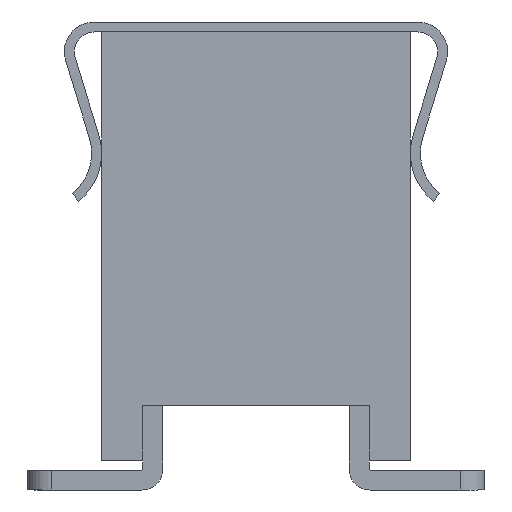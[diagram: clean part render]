
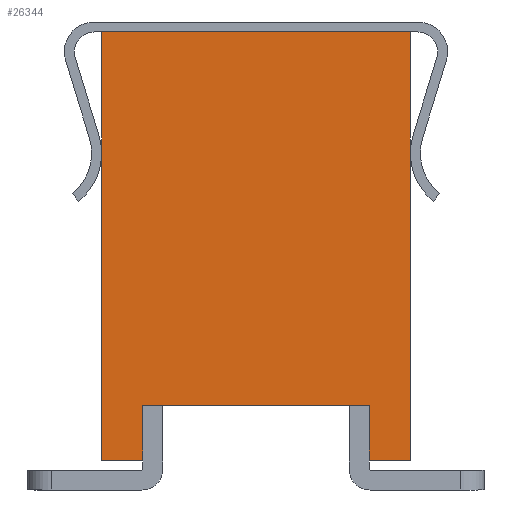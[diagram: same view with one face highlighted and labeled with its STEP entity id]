
A CAD part, left-side view. The second image highlights one B-rep face of the part: STEP entity #26344.
In plain terms, the highlighted face is planar.
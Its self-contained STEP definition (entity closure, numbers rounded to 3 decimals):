
#1080=PLANE('',#29034);
#3617=LINE('',#45010,#6193);
#3661=LINE('',#45059,#6237);
#3666=LINE('',#45070,#6242);
#3670=LINE('',#45079,#6246);
#3672=LINE('',#45083,#6248);
#3675=LINE('',#45087,#6251);
#3676=LINE('',#45089,#6252);
#3677=LINE('',#45090,#6253);
#6193=VECTOR('',#36484,1000.);
#6237=VECTOR('',#36530,1000.);
#6242=VECTOR('',#36537,1000.);
#6246=VECTOR('',#36543,1000.);
#6248=VECTOR('',#36547,1000.);
#6251=VECTOR('',#36552,1000.);
#6252=VECTOR('',#36555,1000.);
#6253=VECTOR('',#36556,1000.);
#13656=ORIENTED_EDGE('',*,*,#17867,.T.);
#13657=ORIENTED_EDGE('',*,*,#17853,.T.);
#13658=ORIENTED_EDGE('',*,*,#17868,.T.);
#13659=ORIENTED_EDGE('',*,*,#17809,.T.);
#13660=ORIENTED_EDGE('',*,*,#17864,.T.);
#13661=ORIENTED_EDGE('',*,*,#17858,.F.);
#13662=ORIENTED_EDGE('',*,*,#17869,.F.);
#13663=ORIENTED_EDGE('',*,*,#17862,.T.);
#17809=EDGE_CURVE('',#20346,#20344,#3617,.T.);
#17853=EDGE_CURVE('',#20350,#20349,#3661,.T.);
#17858=EDGE_CURVE('',#20354,#20355,#3666,.T.);
#17862=EDGE_CURVE('',#20359,#20358,#3670,.T.);
#17864=EDGE_CURVE('',#20344,#20355,#3672,.T.);
#17867=EDGE_CURVE('',#20358,#20350,#3675,.T.);
#17868=EDGE_CURVE('',#20349,#20346,#3676,.T.);
#17869=EDGE_CURVE('',#20359,#20354,#3677,.T.);
#20344=VERTEX_POINT('',#45008);
#20346=VERTEX_POINT('',#45011);
#20349=VERTEX_POINT('',#45058);
#20350=VERTEX_POINT('',#45060);
#20354=VERTEX_POINT('',#45069);
#20355=VERTEX_POINT('',#45071);
#20358=VERTEX_POINT('',#45078);
#20359=VERTEX_POINT('',#45080);
#22820=EDGE_LOOP('',(#13656,#13657,#13658,#13659,#13660,#13661,#13662,#13663));
#24288=FACE_BOUND('',#22820,.T.);
#26344=ADVANCED_FACE('',(#24288),#1080,.T.);
#29034=AXIS2_PLACEMENT_3D('',#45088,#36553,#36554);
#36484=DIRECTION('',(0.,0.,-1.));
#36530=DIRECTION('',(0.,0.,1.));
#36537=DIRECTION('',(0.,0.,-1.));
#36543=DIRECTION('',(0.,0.,-1.));
#36547=DIRECTION('',(0.,1.,0.));
#36552=DIRECTION('',(0.,1.,0.));
#36553=DIRECTION('',(1.,0.,0.));
#36554=DIRECTION('',(0.,0.,-1.));
#36555=DIRECTION('',(0.,1.,0.));
#36556=DIRECTION('',(0.,1.,0.));
#45008=CARTESIAN_POINT('',(6.55,1.135,-2.15));
#45010=CARTESIAN_POINT('',(6.55,1.135,-1.6));
#45011=CARTESIAN_POINT('',(6.55,1.135,-1.6));
#45058=CARTESIAN_POINT('',(6.55,-1.135,-1.6));
#45059=CARTESIAN_POINT('',(6.55,-1.135,-2.15));
#45060=CARTESIAN_POINT('',(6.55,-1.135,-2.15));
#45069=CARTESIAN_POINT('',(6.55,1.55,2.15));
#45070=CARTESIAN_POINT('',(6.55,1.55,2.15));
#45071=CARTESIAN_POINT('',(6.55,1.55,-2.15));
#45078=CARTESIAN_POINT('',(6.55,-1.55,-2.15));
#45079=CARTESIAN_POINT('',(6.55,-1.55,2.15));
#45080=CARTESIAN_POINT('',(6.55,-1.55,2.15));
#45083=CARTESIAN_POINT('',(6.55,-1.55,-2.15));
#45087=CARTESIAN_POINT('',(6.55,-1.55,-2.15));
#45088=CARTESIAN_POINT('',(6.55,-1.55,2.15));
#45089=CARTESIAN_POINT('',(6.55,-1.135,-1.6));
#45090=CARTESIAN_POINT('',(6.55,-1.55,2.15));
